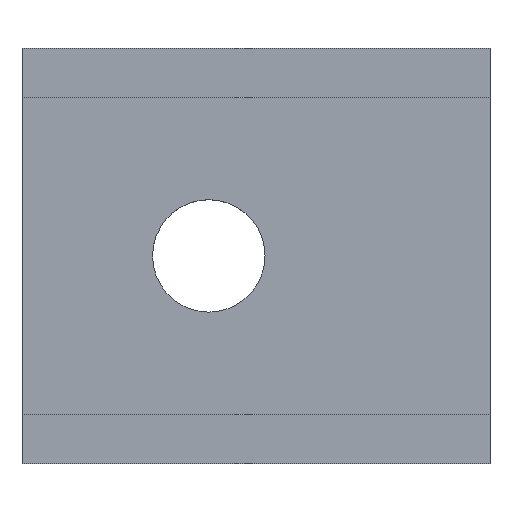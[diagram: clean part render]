
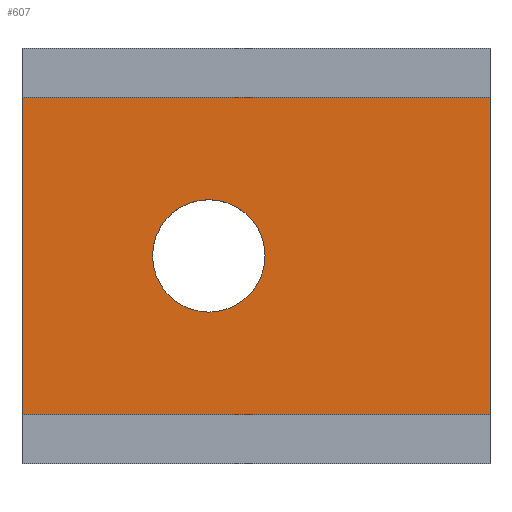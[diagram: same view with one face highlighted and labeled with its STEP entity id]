
A CAD part, top view. The second image highlights one B-rep face of the part: STEP entity #607.
In plain terms, the highlighted planar face has unit normal (0, 0, 1).
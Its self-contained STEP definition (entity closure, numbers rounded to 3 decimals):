
#31=LINE('',#899,#107);
#32=LINE('',#901,#108);
#33=LINE('',#903,#109);
#34=LINE('',#904,#110);
#107=VECTOR('',#742,10.);
#108=VECTOR('',#743,10.);
#109=VECTOR('',#744,10.);
#110=VECTOR('',#745,10.);
#174=FACE_BOUND('',#226,.T.);
#189=FACE_OUTER_BOUND('',#225,.T.);
#225=EDGE_LOOP('',(#440,#441,#442,#443));
#226=EDGE_LOOP('',(#444));
#258=CIRCLE('',#656,7.);
#266=VERTEX_POINT('',#868);
#275=VERTEX_POINT('',#897);
#276=VERTEX_POINT('',#898);
#277=VERTEX_POINT('',#900);
#278=VERTEX_POINT('',#902);
#326=EDGE_CURVE('',#266,#266,#258,.T.);
#339=EDGE_CURVE('',#275,#276,#31,.T.);
#340=EDGE_CURVE('',#275,#277,#32,.T.);
#341=EDGE_CURVE('',#278,#277,#33,.T.);
#342=EDGE_CURVE('',#276,#278,#34,.T.);
#440=ORIENTED_EDGE('',*,*,#339,.F.);
#441=ORIENTED_EDGE('',*,*,#340,.T.);
#442=ORIENTED_EDGE('',*,*,#341,.F.);
#443=ORIENTED_EDGE('',*,*,#342,.F.);
#444=ORIENTED_EDGE('',*,*,#326,.T.);
#574=PLANE('',#662);
#607=ADVANCED_FACE('',(#189,#174),#574,.T.);
#656=AXIS2_PLACEMENT_3D('',#870,#716,#717);
#662=AXIS2_PLACEMENT_3D('',#896,#740,#741);
#716=DIRECTION('center_axis',(0.,0.,-1.));
#717=DIRECTION('ref_axis',(1.,0.,0.));
#740=DIRECTION('center_axis',(0.,0.,1.));
#741=DIRECTION('ref_axis',(0.,1.,0.));
#742=DIRECTION('',(0.,-1.,0.));
#743=DIRECTION('',(-1.,0.,0.));
#744=DIRECTION('',(0.,1.,0.));
#745=DIRECTION('',(-1.,0.,0.));
#868=CARTESIAN_POINT('',(-42.,0.,9.75));
#870=CARTESIAN_POINT('Origin',(-35.,0.,9.75));
#896=CARTESIAN_POINT('Origin',(0.,-19.75,9.75));
#897=CARTESIAN_POINT('',(0.,19.75,9.75));
#898=CARTESIAN_POINT('',(0.,-19.75,9.75));
#899=CARTESIAN_POINT('',(0.,19.75,9.75));
#900=CARTESIAN_POINT('',(-58.25,19.75,9.75));
#901=CARTESIAN_POINT('',(0.,19.75,9.75));
#902=CARTESIAN_POINT('',(-58.25,-19.75,9.75));
#903=CARTESIAN_POINT('',(-58.25,19.75,9.75));
#904=CARTESIAN_POINT('',(0.,-19.75,9.75));
